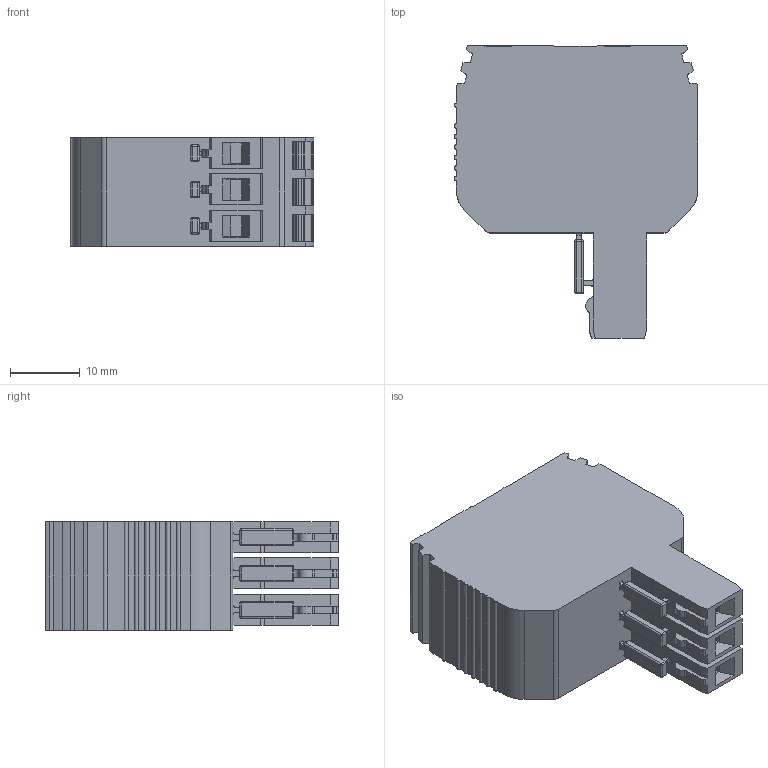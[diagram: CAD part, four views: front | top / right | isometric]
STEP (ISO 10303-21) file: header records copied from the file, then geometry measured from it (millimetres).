
FILE_DESCRIPTION (( 'STEP AP214' ), '1' );
FILE_NAME ('310569_SG_PT 2.5DB_3_Grey.STEP', '2017-10-02T04:58:45', ( '' ), ( '' ), 'SwSTEP 2.0', 'SolidWorks 2017', '' );
FILE_SCHEMA (( 'AUTOMOTIVE_DESIGN' ));
Length unit declared in the file: millimetre
Products named in the file (1): 310569_SG_PT 2.5DB_3_Grey
Bounding box: 34.9 x 41.9 x 15.6 mm (x, y, z)
Volume: 14936.1 mm3; surface area: 5428.1 mm2
Topology: 1 solids, 1 shells, 546 faces, 1497 edges, 954 vertices
Faces by surface type: plane 353, cylinder 169, sphere 24
Entity records: 17035 total; most frequent: CARTESIAN_POINT 3019, ORIENTED_EDGE 2946, DIRECTION 2893, EDGE_CURVE 1473, LINE 1117, VECTOR 1117, VERTEX_POINT 954, AXIS2_PLACEMENT_3D 888
